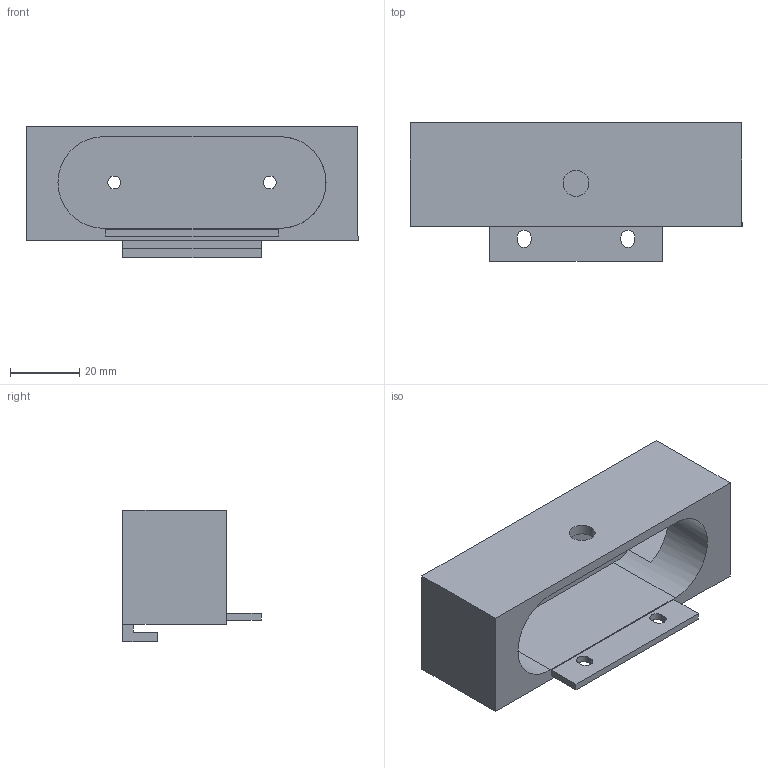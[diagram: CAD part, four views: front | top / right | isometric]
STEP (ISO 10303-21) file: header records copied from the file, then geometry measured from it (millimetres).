
FILE_DESCRIPTION (( 'STEP AP214' ), '1' );
FILE_NAME ('扜砉芛盓殤.STEP', '2021-05-26T08:33:12', ( '' ), ( '' ), 'SwSTEP 2.0', 'SolidWorks 2019', '' );
FILE_SCHEMA (( 'AUTOMOTIVE_DESIGN' ));
Length unit declared in the file: millimetre
Products named in the file (1): 扜砉芛盓殤
Bounding box: 96 x 40 x 38 mm (x, y, z)
Volume: 46724.7 mm3; surface area: 21275.3 mm2
Topology: 1 solids, 1 shells, 48 faces, 125 edges, 82 vertices
Faces by surface type: plane 28, cylinder 16, cone 4
Entity records: 1532 total; most frequent: DIRECTION 260, CARTESIAN_POINT 256, ORIENTED_EDGE 250, EDGE_CURVE 125, VECTOR 88, LINE 88, AXIS2_PLACEMENT_3D 86, VERTEX_POINT 82
